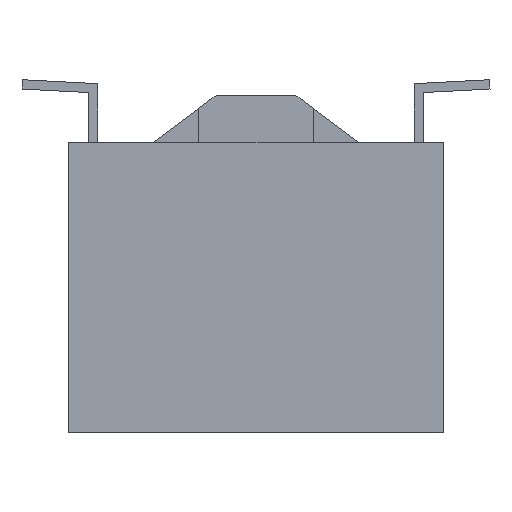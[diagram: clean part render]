
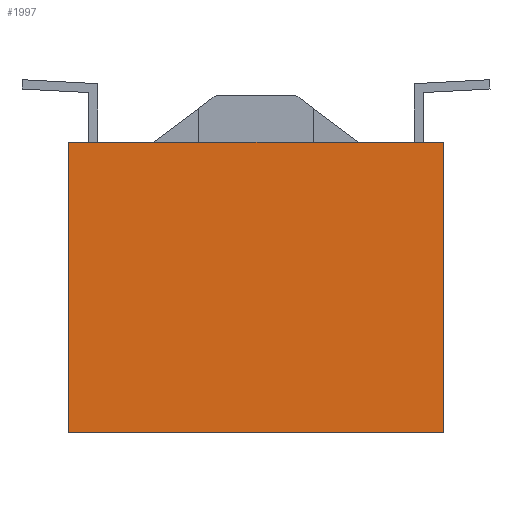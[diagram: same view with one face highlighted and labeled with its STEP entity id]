
A CAD part, left-side view. The second image highlights one B-rep face of the part: STEP entity #1997.
In plain terms, the highlighted planar face has unit normal (-1, 0, 0).
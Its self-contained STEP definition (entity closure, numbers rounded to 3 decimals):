
#157=DIRECTION('',(0.,-1.,0.));
#158=VECTOR('',#157,6.);
#159=CARTESIAN_POINT('',(-5.,3.,0.));
#160=LINE('',#159,#158);
#287=DIRECTION('',(0.,-1.,0.));
#288=VECTOR('',#287,6.);
#289=CARTESIAN_POINT('',(-5.,3.,-4.65));
#290=LINE('',#289,#288);
#329=DIRECTION('',(0.,0.,-1.));
#330=VECTOR('',#329,4.65);
#331=CARTESIAN_POINT('',(-5.,-3.,0.));
#332=LINE('',#331,#330);
#336=DIRECTION('',(0.,0.,-1.));
#337=VECTOR('',#336,4.65);
#338=CARTESIAN_POINT('',(-5.,3.,0.));
#339=LINE('',#338,#337);
#1571=CARTESIAN_POINT('',(-5.,3.,0.));
#1573=VERTEX_POINT('',#1571);
#1574=CARTESIAN_POINT('',(-5.,-3.,0.));
#1575=VERTEX_POINT('',#1574);
#1578=CARTESIAN_POINT('',(-5.,3.,-4.65));
#1579=CARTESIAN_POINT('',(-5.,-3.,-4.65));
#1580=VERTEX_POINT('',#1578);
#1581=VERTEX_POINT('',#1579);
#1986=CARTESIAN_POINT('',(-5.,3.,0.));
#1987=DIRECTION('',(-1.,0.,0.));
#1988=DIRECTION('',(0.,-1.,0.));
#1989=AXIS2_PLACEMENT_3D('',#1986,#1987,#1988);
#1990=PLANE('',#1989);
#1991=ORIENTED_EDGE('',*,*,#1853,.T.);
#1992=ORIENTED_EDGE('',*,*,#1981,.T.);
#1993=ORIENTED_EDGE('',*,*,#1935,.F.);
#1994=ORIENTED_EDGE('',*,*,#1878,.F.);
#1995=EDGE_LOOP('',(#1991,#1992,#1993,#1994));
#1996=FACE_OUTER_BOUND('',#1995,.F.);
#1853=EDGE_CURVE('',#1573,#1575,#160,.T.);
#1878=EDGE_CURVE('',#1573,#1580,#339,.T.);
#1935=EDGE_CURVE('',#1580,#1581,#290,.T.);
#1981=EDGE_CURVE('',#1575,#1581,#332,.T.);
#1997=ADVANCED_FACE('',(#1996),#1990,.T.);
